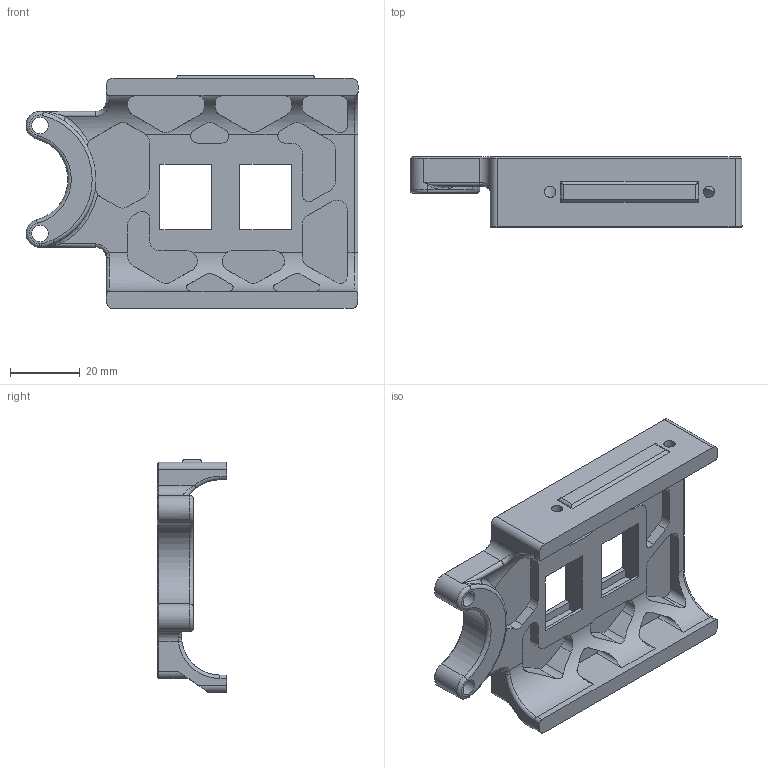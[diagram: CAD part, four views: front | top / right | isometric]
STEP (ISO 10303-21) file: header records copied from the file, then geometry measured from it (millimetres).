
FILE_DESCRIPTION(/* description */ (''),/* implementation_level */ '2;1');
FILE_NAME(/* name */ 'Keystone_Skirt_Mod.step',/* time_stamp */ '2022-09-17T21:28:06-05:00',/* author */ (''),/* organization */ (''),/* preprocessor_version */ 'ST-DEVELOPER v19',/* originating_system */ 'Autodesk Translation Framework v11.7.0.108',/* authorisation */ '');
FILE_SCHEMA (('AUTOMOTIVE_DESIGN { 1 0 10303 214 3 1 1 }'));
Length unit declared in the file: millimetre
Products named in the file (1): (Unsaved)
Bounding box: 95.2 x 20 x 66.8 mm (x, y, z)
Volume: 38271 mm3; surface area: 18697.5 mm2
Topology: 1 solids, 1 shells, 225 faces, 615 edges, 393 vertices
Faces by surface type: plane 114, cylinder 82, cone 11, torus 11, bspline 7
Full cylindrical faces by diameter (mm): 3.2 x2, 4.7 x3, 6 x2
Entity records: 7713 total; most frequent: CARTESIAN_POINT 1925, ORIENTED_EDGE 1228, DIRECTION 1190, EDGE_CURVE 614, AXIS2_PLACEMENT_3D 413, VERTEX_POINT 393, LINE 364, VECTOR 364
